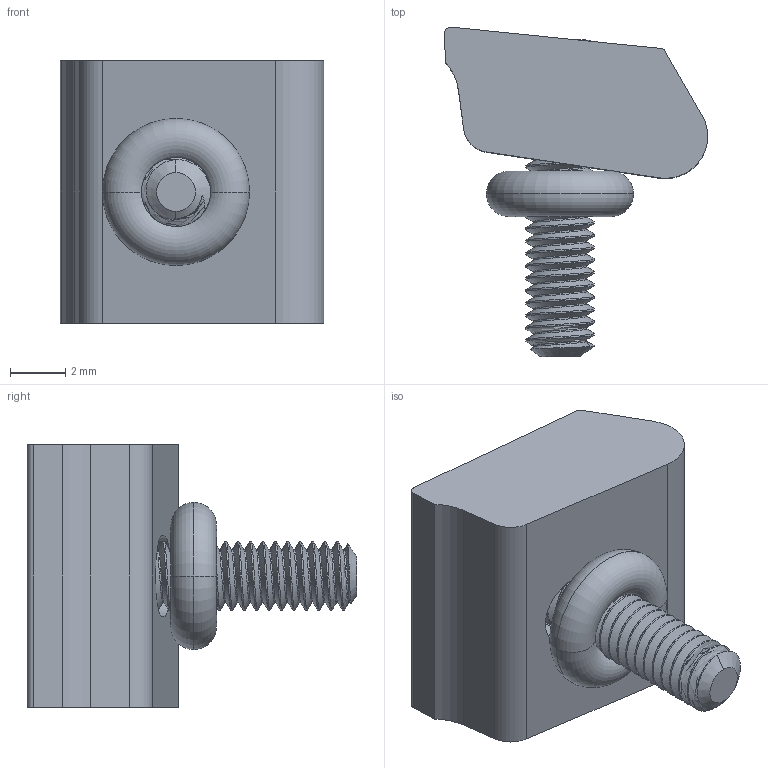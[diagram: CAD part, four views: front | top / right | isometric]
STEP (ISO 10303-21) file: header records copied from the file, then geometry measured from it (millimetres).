
FILE_DESCRIPTION (( 'STEP AP203' ), '1' );
FILE_NAME ('MiteeBite-56015.step', '2013-04-23T18:54:08', ( 'Windows User' ), ( '' ), 'SwSTEP 2.0', 'SolidWorks 2013', '' );
FILE_SCHEMA (( 'CONFIG_CONTROL_DESIGN' ));
Length unit declared in the file: millimetre
Products named in the file (4): MiteeBite-56015_SW3dPS-56015_oring; MiteeBite-56015_SW3dPS-56015_M2_5 BHCS; MiteeBite-56015; MiteeBite-56015_SW3dPS-56015_26015
Assembly tree (3 placements, depth 2):
  MiteeBite-56015
    MiteeBite-56015_SW3dPS-56015_26015
    MiteeBite-56015_SW3dPS-56015_M2_5 BHCS
    MiteeBite-56015_SW3dPS-56015_oring
Bounding box: 9.54 x 11.94 x 9.53 mm (x, y, z)
Volume: 382.2 mm3; surface area: 590.8 mm2
Topology: 3 solids, 3 shells, 139 faces, 392 edges, 259 vertices
Faces by surface type: cylinder 101, plane 21, cone 9, bspline 4, torus 4
Entity records: 7803 total; most frequent: CARTESIAN_POINT 4359, ORIENTED_EDGE 784, DIRECTION 509, EDGE_CURVE 392, VERTEX_POINT 259, AXIS2_PLACEMENT_3D 184, EDGE_LOOP 143, VECTOR 141
